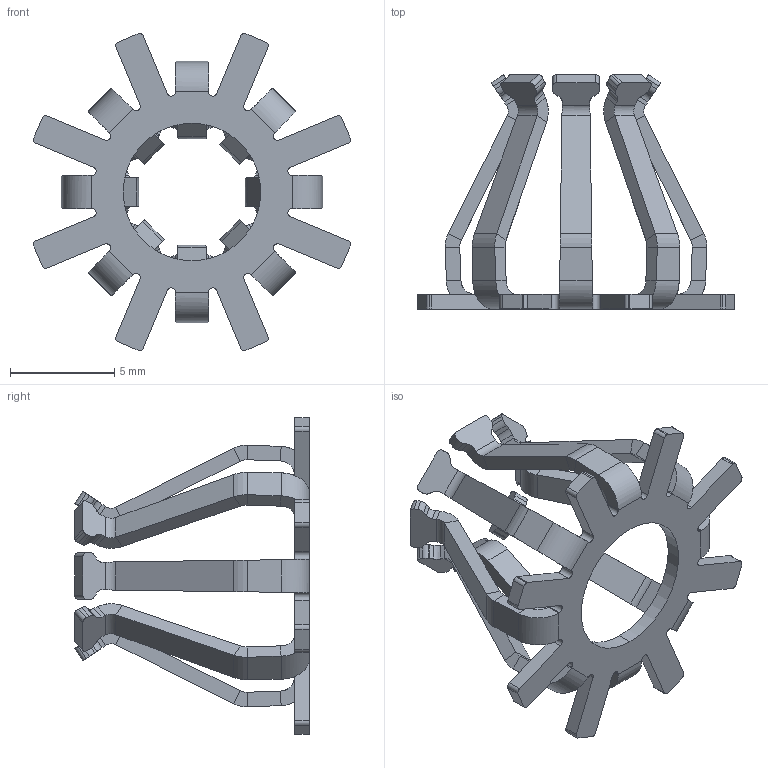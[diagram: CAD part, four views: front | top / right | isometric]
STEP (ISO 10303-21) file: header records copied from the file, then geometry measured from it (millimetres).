
FILE_DESCRIPTION (( 'STEP AP214' ), '1' );
FILE_NAME ('K99600-C2.STEP', '2021-04-13T11:11:23', ( '' ), ( '' ), 'SwSTEP 2.0', 'SolidWorks 2018', '' );
FILE_SCHEMA (( 'AUTOMOTIVE_DESIGN' ));
Length unit declared in the file: millimetre
Products named in the file (1): K99600-C2
Bounding box: 15.2 x 11.25 x 15.2 mm (x, y, z)
Volume: 155.6 mm3; surface area: 658.9 mm2
Topology: 1 solids, 1 shells, 392 faces, 978 edges, 588 vertices
Faces by surface type: plane 194, cylinder 150, bspline 48
Entity records: 12096 total; most frequent: CARTESIAN_POINT 3143, ORIENTED_EDGE 1956, DIRECTION 1712, EDGE_CURVE 978, VERTEX_POINT 588, AXIS2_PLACEMENT_3D 581, LINE 550, VECTOR 550
